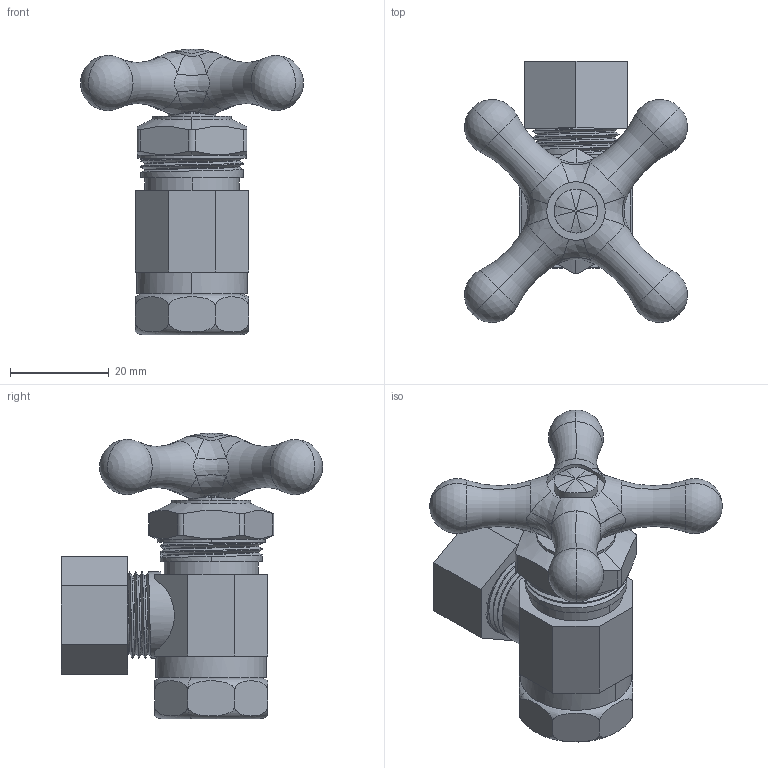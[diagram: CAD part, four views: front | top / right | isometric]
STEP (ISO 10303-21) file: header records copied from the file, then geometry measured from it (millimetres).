
FILE_DESCRIPTION((''),'2;1');
FILE_NAME('400X','2021-06-11T20:00:28',('NSantos'),(''),'CREO PARAMETRIC BY PTC INC, 2018500','CREO PARAMETRIC BY PTC INC, 2018500','');
FILE_SCHEMA(('CONFIG_CONTROL_DESIGN'));
Products named in the file (1): 400X
Bounding box: 45.1 x 52.84 x 57.75 mm (x, y, z)
Volume: 11060.4 mm3; surface area: 25650.6 mm2
Topology: 3 solids, 28 shells, 738 faces, 2094 edges, 1392 vertices
Faces by surface type: plane 263, cylinder 240, bspline 149, cone 44, torus 24, sphere 18
Entity records: 44163 total; most frequent: CARTESIAN_POINT 26968, ORIENTED_EDGE 3908, DIRECTION 2870, EDGE_CURVE 2074, VERTEX_POINT 1392, AXIS2_PLACEMENT_3D 1077, B_SPLINE_CURVE_WITH_KNOTS 871, EDGE_LOOP 791
